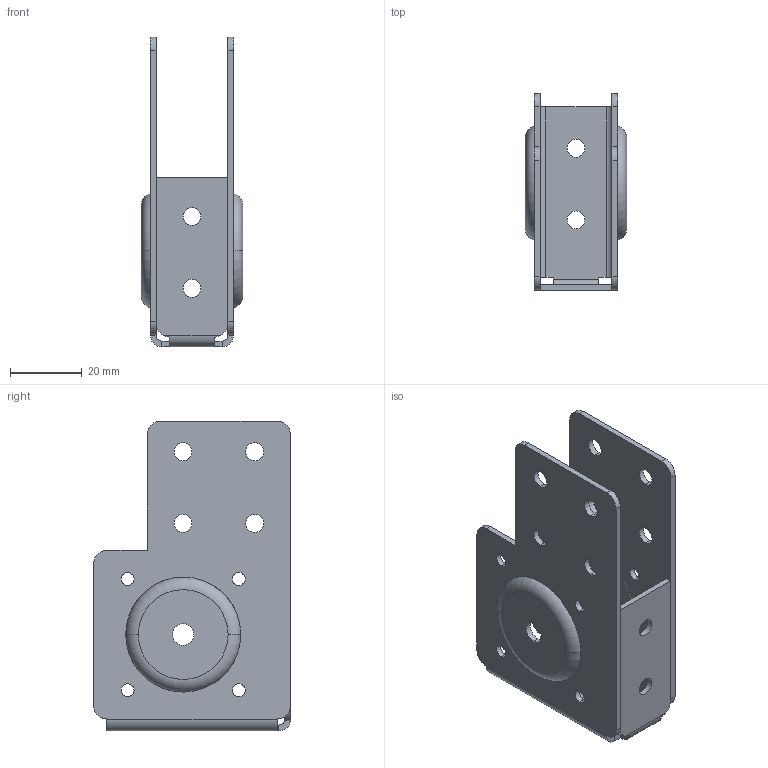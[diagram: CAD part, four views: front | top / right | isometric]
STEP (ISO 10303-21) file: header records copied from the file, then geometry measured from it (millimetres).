
FILE_DESCRIPTION (( 'STEP AP203' ), '1' );
FILE_NAME ('Linear Actuator End Mount.step', '2015-07-29T19:36:13', ( '' ), ( '' ), 'SwSTEP 2.0', 'SolidWorks 2014', '' );
FILE_SCHEMA (( 'CONFIG_CONTROL_DESIGN' ));
Length unit declared in the file: millimetre
Products named in the file (1): Linear Actuator End Mount
Bounding box: 28.4 x 54.9 x 86.33 mm (x, y, z)
Volume: 15918.9 mm3; surface area: 21362.7 mm2
Topology: 1 solids, 1 shells, 120 faces, 310 edges, 196 vertices
Faces by surface type: cylinder 62, plane 40, torus 16, bspline 2
Entity records: 3893 total; most frequent: DIRECTION 704, CARTESIAN_POINT 675, ORIENTED_EDGE 620, EDGE_CURVE 310, AXIS2_PLACEMENT_3D 283, VERTEX_POINT 196, EDGE_LOOP 168, CIRCLE 164
